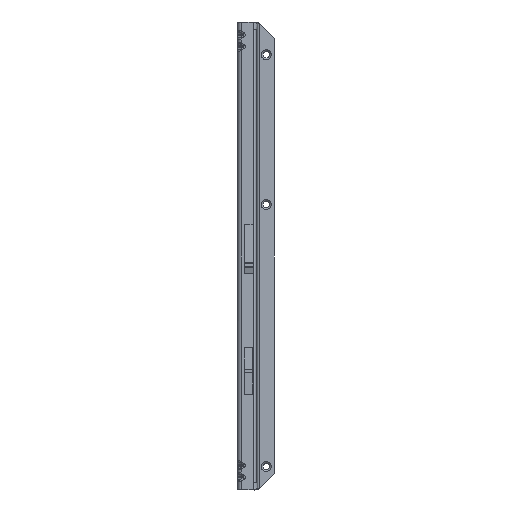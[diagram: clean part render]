
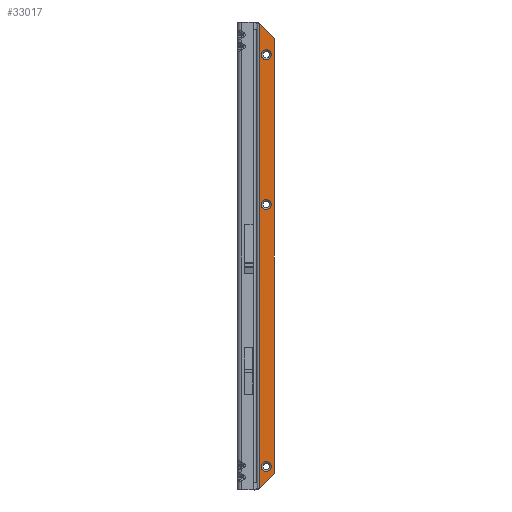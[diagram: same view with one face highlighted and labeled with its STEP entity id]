
A CAD part, front view. The second image highlights one B-rep face of the part: STEP entity #33017.
In plain terms, the highlighted planar face has unit normal (0, -1, 0).
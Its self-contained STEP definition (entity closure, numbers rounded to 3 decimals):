
#51 = CARTESIAN_POINT ( 'NONE',  ( 6.5, -1.5, -23.75 ) ) ;
#442 = CARTESIAN_POINT ( 'NONE',  ( 13.5, -1.5, -14.258 ) ) ;
#941 = CIRCLE ( 'NONE', #6401, 4.25 ) ;
#2584 = CARTESIAN_POINT ( 'NONE',  ( 6.5, -1.5, -384.25 ) ) ;
#2733 = EDGE_LOOP ( 'NONE', ( #23853, #38654 ) ) ;
#3212 = DIRECTION ( 'NONE',  ( 0., 1., 0. ) ) ;
#3222 = VERTEX_POINT ( 'NONE', #31715 ) ;
#3455 = CARTESIAN_POINT ( 'NONE',  ( 6.5, -1.5, -28. ) ) ;
#4203 = CARTESIAN_POINT ( 'NONE',  ( 0.5, -1.5, -400. ) ) ;
#4513 = FACE_BOUND ( 'NONE', #32107, .T. ) ;
#5589 = CARTESIAN_POINT ( 'NONE',  ( 6.5, -1.5, -375.75 ) ) ;
#6103 = ORIENTED_EDGE ( 'NONE', *, *, #18641, .T. ) ;
#6136 = CARTESIAN_POINT ( 'NONE',  ( 0.121, -1.5, -0.879 ) ) ;
#6253 = VERTEX_POINT ( 'NONE', #51 ) ;
#6401 = AXIS2_PLACEMENT_3D ( 'NONE', #47747, #21838, #36603 ) ;
#6470 = AXIS2_PLACEMENT_3D ( 'NONE', #12312, #38207, #12543 ) ;
#8180 = FACE_BOUND ( 'NONE', #38255, .T. ) ;
#9886 = VECTOR ( 'NONE', #31353, 1000. ) ;
#9990 = ORIENTED_EDGE ( 'NONE', *, *, #21998, .T. ) ;
#10258 = CARTESIAN_POINT ( 'NONE',  ( 13.5, -1.5, -385.742 ) ) ;
#10956 = CARTESIAN_POINT ( 'NONE',  ( 6.5, -1.5, -28. ) ) ;
#11006 = DIRECTION ( 'NONE',  ( -1., 0., 0. ) ) ;
#11430 = DIRECTION ( 'NONE',  ( 0., 0., 1. ) ) ;
#11498 = DIRECTION ( 'NONE',  ( -1., 0., 0. ) ) ;
#11777 = VERTEX_POINT ( 'NONE', #33300 ) ;
#12123 = AXIS2_PLACEMENT_3D ( 'NONE', #10956, #36371, #28871 ) ;
#12312 = CARTESIAN_POINT ( 'NONE',  ( 0., -1.5, -400. ) ) ;
#12434 = ORIENTED_EDGE ( 'NONE', *, *, #40504, .T. ) ;
#12502 = DIRECTION ( 'NONE',  ( 0.707, 0., 0.707 ) ) ;
#12543 = DIRECTION ( 'NONE',  ( -1., 0., 0. ) ) ;
#13712 = EDGE_CURVE ( 'NONE', #21096, #3222, #20183, .T. ) ;
#13941 = ORIENTED_EDGE ( 'NONE', *, *, #18964, .T. ) ;
#15137 = DIRECTION ( 'NONE',  ( 0., 1., 0. ) ) ;
#15653 = VERTEX_POINT ( 'NONE', #29828 ) ;
#15765 = EDGE_CURVE ( 'NONE', #37155, #21096, #37564, .T. ) ;
#16034 = VERTEX_POINT ( 'NONE', #23213 ) ;
#16183 = FACE_BOUND ( 'NONE', #2733, .T. ) ;
#16202 = EDGE_CURVE ( 'NONE', #42811, #20318, #41005, .T. ) ;
#16308 = AXIS2_PLACEMENT_3D ( 'NONE', #18504, #15137, #11498 ) ;
#17251 = AXIS2_PLACEMENT_3D ( 'NONE', #27361, #31736, #27835 ) ;
#17767 = VECTOR ( 'NONE', #11430, 1000. ) ;
#18122 = DIRECTION ( 'NONE',  ( 0., 0., 1. ) ) ;
#18504 = CARTESIAN_POINT ( 'NONE',  ( 6.5, -1.5, -380. ) ) ;
#18641 = EDGE_CURVE ( 'NONE', #11777, #38822, #941, .T. ) ;
#18964 = EDGE_CURVE ( 'NONE', #38822, #11777, #45065, .T. ) ;
#19224 = CIRCLE ( 'NONE', #35468, 4.25 ) ;
#20183 = LINE ( 'NONE', #6136, #9886 ) ;
#20318 = VERTEX_POINT ( 'NONE', #2584 ) ;
#20589 = EDGE_CURVE ( 'NONE', #15653, #3222, #47442, .T. ) ;
#20748 = EDGE_LOOP ( 'NONE', ( #45740, #37334, #9990, #36567 ) ) ;
#21096 = VERTEX_POINT ( 'NONE', #442 ) ;
#21331 = AXIS2_PLACEMENT_3D ( 'NONE', #3455, #3212, #11006 ) ;
#21838 = DIRECTION ( 'NONE',  ( 0., 1., 0. ) ) ;
#21998 = EDGE_CURVE ( 'NONE', #15653, #37155, #42041, .T. ) ;
#22046 = VECTOR ( 'NONE', #12502, 1000. ) ;
#23213 = CARTESIAN_POINT ( 'NONE',  ( 6.5, -1.5, -32.25 ) ) ;
#23853 = ORIENTED_EDGE ( 'NONE', *, *, #16202, .T. ) ;
#26973 = DIRECTION ( 'NONE',  ( 0., 1., 0. ) ) ;
#27085 = ORIENTED_EDGE ( 'NONE', *, *, #40111, .T. ) ;
#27361 = CARTESIAN_POINT ( 'NONE',  ( 6.5, -1.5, -156. ) ) ;
#27835 = DIRECTION ( 'NONE',  ( -1., 0., 0. ) ) ;
#28871 = DIRECTION ( 'NONE',  ( -1., 0., 0. ) ) ;
#29828 = CARTESIAN_POINT ( 'NONE',  ( 0.5, -1.5, -398.742 ) ) ;
#30641 = CARTESIAN_POINT ( 'NONE',  ( 0.121, -1.5, -399.121 ) ) ;
#31092 = CARTESIAN_POINT ( 'NONE',  ( 6.5, -1.5, -380. ) ) ;
#31353 = DIRECTION ( 'NONE',  ( -0.707, 0., 0.707 ) ) ;
#31715 = CARTESIAN_POINT ( 'NONE',  ( 0.5, -1.5, -1.258 ) ) ;
#31736 = DIRECTION ( 'NONE',  ( 0., 1., 0. ) ) ;
#32107 = EDGE_LOOP ( 'NONE', ( #27085, #12434 ) ) ;
#33017 = ADVANCED_FACE ( 'NONE', ( #16183, #8180, #4513, #37961 ), #34330, .F. ) ;
#33300 = CARTESIAN_POINT ( 'NONE',  ( 6.5, -1.5, -160.25 ) ) ;
#34330 = PLANE ( 'NONE',  #6470 ) ;
#35468 = AXIS2_PLACEMENT_3D ( 'NONE', #31092, #26973, #42000 ) ;
#36027 = CIRCLE ( 'NONE', #21331, 4.25 ) ;
#36371 = DIRECTION ( 'NONE',  ( 0., 1., 0. ) ) ;
#36567 = ORIENTED_EDGE ( 'NONE', *, *, #15765, .T. ) ;
#36603 = DIRECTION ( 'NONE',  ( -1., 0., 0. ) ) ;
#37155 = VERTEX_POINT ( 'NONE', #10258 ) ;
#37323 = CARTESIAN_POINT ( 'NONE',  ( 13.5, -1.5, 0. ) ) ;
#37334 = ORIENTED_EDGE ( 'NONE', *, *, #20589, .F. ) ;
#37564 = LINE ( 'NONE', #37323, #17767 ) ;
#37597 = CIRCLE ( 'NONE', #12123, 4.25 ) ;
#37961 = FACE_OUTER_BOUND ( 'NONE', #20748, .T. ) ;
#38207 = DIRECTION ( 'NONE',  ( 0., 1., 0. ) ) ;
#38255 = EDGE_LOOP ( 'NONE', ( #13941, #6103 ) ) ;
#38654 = ORIENTED_EDGE ( 'NONE', *, *, #44634, .T. ) ;
#38822 = VERTEX_POINT ( 'NONE', #40341 ) ;
#40111 = EDGE_CURVE ( 'NONE', #6253, #16034, #36027, .T. ) ;
#40341 = CARTESIAN_POINT ( 'NONE',  ( 6.5, -1.5, -151.75 ) ) ;
#40504 = EDGE_CURVE ( 'NONE', #16034, #6253, #37597, .T. ) ;
#40513 = VECTOR ( 'NONE', #18122, 1000. ) ;
#41005 = CIRCLE ( 'NONE', #16308, 4.25 ) ;
#42000 = DIRECTION ( 'NONE',  ( -1., 0., 0. ) ) ;
#42041 = LINE ( 'NONE', #30641, #22046 ) ;
#42811 = VERTEX_POINT ( 'NONE', #5589 ) ;
#44634 = EDGE_CURVE ( 'NONE', #20318, #42811, #19224, .T. ) ;
#45065 = CIRCLE ( 'NONE', #17251, 4.25 ) ;
#45740 = ORIENTED_EDGE ( 'NONE', *, *, #13712, .T. ) ;
#47442 = LINE ( 'NONE', #4203, #40513 ) ;
#47747 = CARTESIAN_POINT ( 'NONE',  ( 6.5, -1.5, -156. ) ) ;
